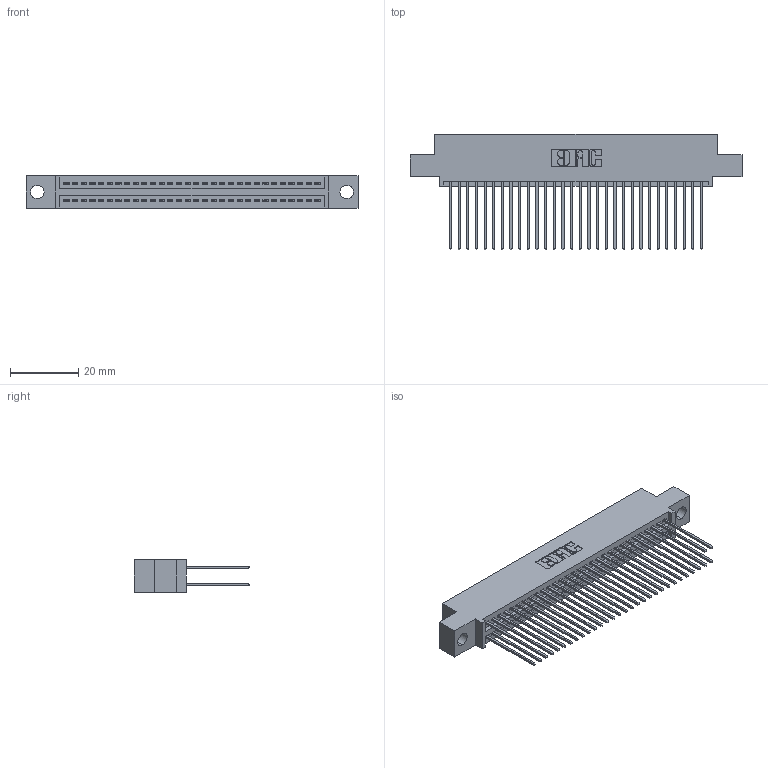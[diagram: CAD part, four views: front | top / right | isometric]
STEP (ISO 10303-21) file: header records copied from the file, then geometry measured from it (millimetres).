
FILE_DESCRIPTION (( 'STEP AP203' ), '1' );
FILE_NAME ('395-060-541-504.STEP', '2021-06-17T02:04:23', ( '' ), ( '' ), 'SwSTEP 2.0', 'SolidWorks 2020', '' );
FILE_SCHEMA (( 'CONFIG_CONTROL_DESIGN' ));
Length unit declared in the file: inch
Products named in the file (3): 395-060-541-504; 345-292-001_345-293-141; 345 Part_0.110 Offset - 0.156 Dia-TI
Assembly tree (61 placements, depth 2):
  395-060-541-504
    345 Part_0.110 Offset - 0.156 Dia-TI
    345-292-001_345-293-141  x60
Bounding box: 97.41 x 33.96 x 9.4 mm (x, y, z)
Volume: 9515.9 mm3; surface area: 15396.3 mm2
Topology: 61 solids, 61 shells, 3144 faces, 9329 edges, 6138 vertices
Faces by surface type: plane 2078, cylinder 1066
Entity records: 25723 total; most frequent: CARTESIAN_POINT 4330, ORIENTED_EDGE 4262, DIRECTION 3831, EDGE_CURVE 2131, VECTOR 1879, LINE 1879, VERTEX_POINT 1418, AXIS2_PLACEMENT_3D 976
